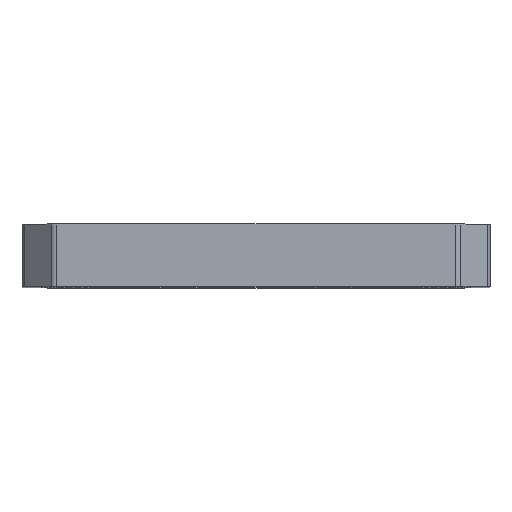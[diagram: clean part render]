
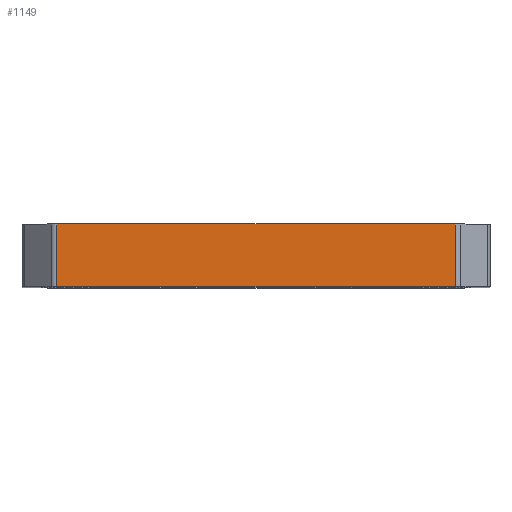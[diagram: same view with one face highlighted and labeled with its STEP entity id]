
A CAD part, top view. The second image highlights one B-rep face of the part: STEP entity #1149.
In plain terms, the highlighted planar face has unit normal (0, 0, 1).
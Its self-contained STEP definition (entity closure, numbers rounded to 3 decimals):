
#152=FACE_OUTER_BOUND('',#231,.T.);
#231=EDGE_LOOP('',(#989,#990,#991,#992));
#281=LINE('',#1710,#392);
#327=LINE('',#1869,#438);
#344=LINE('',#1925,#455);
#345=LINE('',#1927,#456);
#392=VECTOR('',#1367,10.);
#438=VECTOR('',#1511,10.);
#455=VECTOR('',#1566,10.);
#456=VECTOR('',#1569,10.);
#502=VERTEX_POINT('',#1707);
#503=VERTEX_POINT('',#1709);
#566=VERTEX_POINT('',#1866);
#567=VERTEX_POINT('',#1868);
#623=EDGE_CURVE('',#503,#502,#281,.T.);
#703=EDGE_CURVE('',#567,#566,#327,.T.);
#732=EDGE_CURVE('',#503,#566,#344,.T.);
#733=EDGE_CURVE('',#567,#502,#345,.T.);
#989=ORIENTED_EDGE('',*,*,#732,.F.);
#990=ORIENTED_EDGE('',*,*,#623,.T.);
#991=ORIENTED_EDGE('',*,*,#733,.F.);
#992=ORIENTED_EDGE('',*,*,#703,.T.);
#1104=PLANE('',#1275);
#1149=ADVANCED_FACE('',(#152),#1104,.T.);
#1275=AXIS2_PLACEMENT_3D('',#1926,#1567,#1568);
#1367=DIRECTION('',(-1.,0.,0.));
#1511=DIRECTION('',(1.,0.,0.));
#1566=DIRECTION('',(0.,-1.,0.));
#1567=DIRECTION('center_axis',(0.,0.,1.));
#1568=DIRECTION('ref_axis',(-1.,0.,0.));
#1569=DIRECTION('',(0.,1.,0.));
#1707=CARTESIAN_POINT('',(174.664,42.1,123.7));
#1709=CARTESIAN_POINT('',(225.336,42.1,123.7));
#1710=CARTESIAN_POINT('',(200.,42.1,123.7));
#1866=CARTESIAN_POINT('',(225.336,34.1,123.7));
#1868=CARTESIAN_POINT('',(174.664,34.1,123.7));
#1869=CARTESIAN_POINT('',(200.,34.1,123.7));
#1925=CARTESIAN_POINT('',(225.336,42.1,123.7));
#1926=CARTESIAN_POINT('Origin',(200.,42.1,123.7));
#1927=CARTESIAN_POINT('',(174.664,42.1,123.7));
